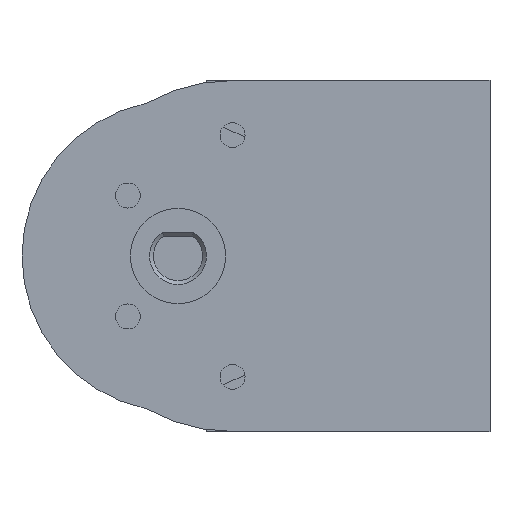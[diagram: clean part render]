
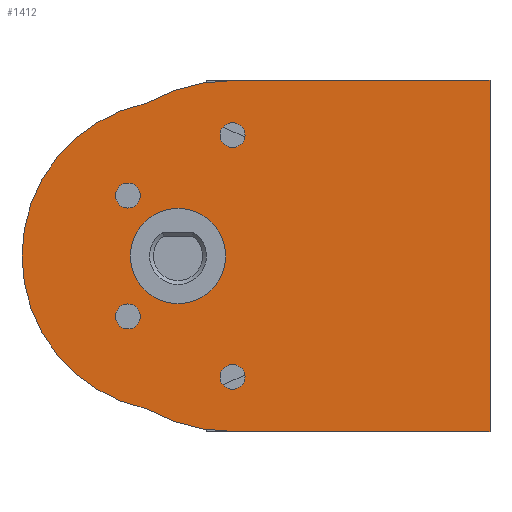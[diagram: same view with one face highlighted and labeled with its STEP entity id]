
A CAD part, front view. The second image highlights one B-rep face of the part: STEP entity #1412.
In plain terms, the highlighted planar face has unit normal (0, -1, 0).
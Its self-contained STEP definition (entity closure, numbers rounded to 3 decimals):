
#50=FACE_BOUND('',#357,.T.);
#51=FACE_BOUND('',#358,.T.);
#52=FACE_BOUND('',#359,.T.);
#53=FACE_BOUND('',#360,.T.);
#54=FACE_BOUND('',#361,.T.);
#148=CIRCLE('',#1546,1.6);
#149=CIRCLE('',#1548,1.6);
#150=CIRCLE('',#1550,1.6);
#151=CIRCLE('',#1552,6.1);
#153=CIRCLE('',#1555,1.6);
#155=CIRCLE('',#1558,22.5);
#157=CIRCLE('',#1563,22.5);
#159=CIRCLE('',#1566,20.);
#265=FACE_OUTER_BOUND('',#356,.T.);
#356=EDGE_LOOP('',(#1251,#1252,#1253,#1254,#1255,#1256));
#357=EDGE_LOOP('',(#1257));
#358=EDGE_LOOP('',(#1258));
#359=EDGE_LOOP('',(#1259));
#360=EDGE_LOOP('',(#1260));
#361=EDGE_LOOP('',(#1261));
#455=LINE('',#2918,#548);
#472=LINE('',#2995,#565);
#474=LINE('',#3000,#567);
#548=VECTOR('',#1805,10.);
#565=VECTOR('',#1894,10.);
#567=VECTOR('',#1898,10.);
#666=VERTEX_POINT('',#2915);
#667=VERTEX_POINT('',#2917);
#682=VERTEX_POINT('',#2963);
#683=VERTEX_POINT('',#2967);
#684=VERTEX_POINT('',#2971);
#685=VERTEX_POINT('',#2975);
#687=VERTEX_POINT('',#2981);
#690=VERTEX_POINT('',#2988);
#691=VERTEX_POINT('',#2990);
#693=VERTEX_POINT('',#2999);
#695=VERTEX_POINT('',#3005);
#844=EDGE_CURVE('',#666,#667,#455,.T.);
#865=EDGE_CURVE('',#682,#682,#148,.T.);
#867=EDGE_CURVE('',#683,#683,#149,.T.);
#869=EDGE_CURVE('',#684,#684,#150,.T.);
#871=EDGE_CURVE('',#685,#685,#151,.T.);
#874=EDGE_CURVE('',#687,#687,#153,.T.);
#878=EDGE_CURVE('',#691,#690,#155,.T.);
#881=EDGE_CURVE('',#691,#666,#472,.T.);
#883=EDGE_CURVE('',#693,#667,#474,.T.);
#886=EDGE_CURVE('',#695,#693,#157,.T.);
#889=EDGE_CURVE('',#690,#695,#159,.T.);
#1251=ORIENTED_EDGE('',*,*,#889,.T.);
#1252=ORIENTED_EDGE('',*,*,#886,.T.);
#1253=ORIENTED_EDGE('',*,*,#883,.T.);
#1254=ORIENTED_EDGE('',*,*,#844,.F.);
#1255=ORIENTED_EDGE('',*,*,#881,.F.);
#1256=ORIENTED_EDGE('',*,*,#878,.T.);
#1257=ORIENTED_EDGE('',*,*,#874,.T.);
#1258=ORIENTED_EDGE('',*,*,#871,.T.);
#1259=ORIENTED_EDGE('',*,*,#869,.T.);
#1260=ORIENTED_EDGE('',*,*,#867,.T.);
#1261=ORIENTED_EDGE('',*,*,#865,.T.);
#1335=PLANE('',#1567);
#1412=ADVANCED_FACE('',(#265,#50,#51,#52,#53,#54),#1335,.T.);
#1546=AXIS2_PLACEMENT_3D('',#2964,#1858,#1859);
#1548=AXIS2_PLACEMENT_3D('',#2968,#1863,#1864);
#1550=AXIS2_PLACEMENT_3D('',#2972,#1868,#1869);
#1552=AXIS2_PLACEMENT_3D('',#2976,#1873,#1874);
#1555=AXIS2_PLACEMENT_3D('',#2982,#1880,#1881);
#1558=AXIS2_PLACEMENT_3D('',#2991,#1888,#1889);
#1563=AXIS2_PLACEMENT_3D('',#3006,#1904,#1905);
#1566=AXIS2_PLACEMENT_3D('',#3010,#1911,#1912);
#1567=AXIS2_PLACEMENT_3D('',#3011,#1913,#1914);
#1805=DIRECTION('',(0.,0.,-1.));
#1858=DIRECTION('center_axis',(0.,1.,0.));
#1859=DIRECTION('ref_axis',(0.,0.,1.));
#1863=DIRECTION('center_axis',(0.,1.,0.));
#1864=DIRECTION('ref_axis',(0.,0.,1.));
#1868=DIRECTION('center_axis',(0.,1.,0.));
#1869=DIRECTION('ref_axis',(0.,0.,1.));
#1873=DIRECTION('center_axis',(0.,1.,0.));
#1874=DIRECTION('ref_axis',(0.,0.,1.));
#1880=DIRECTION('center_axis',(0.,1.,0.));
#1881=DIRECTION('ref_axis',(0.,0.,1.));
#1888=DIRECTION('center_axis',(0.,-1.,0.));
#1889=DIRECTION('ref_axis',(0.,0.,1.));
#1894=DIRECTION('',(1.,0.,0.));
#1898=DIRECTION('',(1.,0.,0.));
#1904=DIRECTION('center_axis',(0.,-1.,0.));
#1905=DIRECTION('ref_axis',(0.,0.,1.));
#1911=DIRECTION('center_axis',(0.,-1.,0.));
#1912=DIRECTION('ref_axis',(0.,0.,1.));
#1913=DIRECTION('center_axis',(0.,-1.,0.));
#1914=DIRECTION('ref_axis',(0.,0.,1.));
#2915=CARTESIAN_POINT('',(40.,-23.,22.5));
#2917=CARTESIAN_POINT('',(40.,-23.,-22.5));
#2918=CARTESIAN_POINT('',(40.,-23.,-22.5));
#2963=CARTESIAN_POINT('',(7.,-23.,-17.1));
#2964=CARTESIAN_POINT('Origin',(7.,-23.,-15.5));
#2967=CARTESIAN_POINT('',(7.,-23.,13.9));
#2968=CARTESIAN_POINT('Origin',(7.,-23.,15.5));
#2971=CARTESIAN_POINT('',(-6.423,-23.,-9.35));
#2972=CARTESIAN_POINT('Origin',(-6.423,-23.,-7.75));
#2975=CARTESIAN_POINT('',(0.,-23.,-6.1));
#2976=CARTESIAN_POINT('Origin',(0.,-23.,0.));
#2981=CARTESIAN_POINT('',(-6.423,-23.,6.15));
#2982=CARTESIAN_POINT('Origin',(-6.423,-23.,7.75));
#2988=CARTESIAN_POINT('',(-4.089,-23.,19.577));
#2990=CARTESIAN_POINT('',(7.,-23.,22.5));
#2991=CARTESIAN_POINT('Origin',(7.,-23.,0.));
#2995=CARTESIAN_POINT('',(30.,-23.,22.5));
#2999=CARTESIAN_POINT('',(7.,-23.,-22.5));
#3000=CARTESIAN_POINT('',(30.,-23.,-22.5));
#3005=CARTESIAN_POINT('',(-4.089,-23.,-19.577));
#3006=CARTESIAN_POINT('Origin',(7.,-23.,0.));
#3010=CARTESIAN_POINT('Origin',(0.,-23.,0.));
#3011=CARTESIAN_POINT('Origin',(4.75,-23.,0.));
